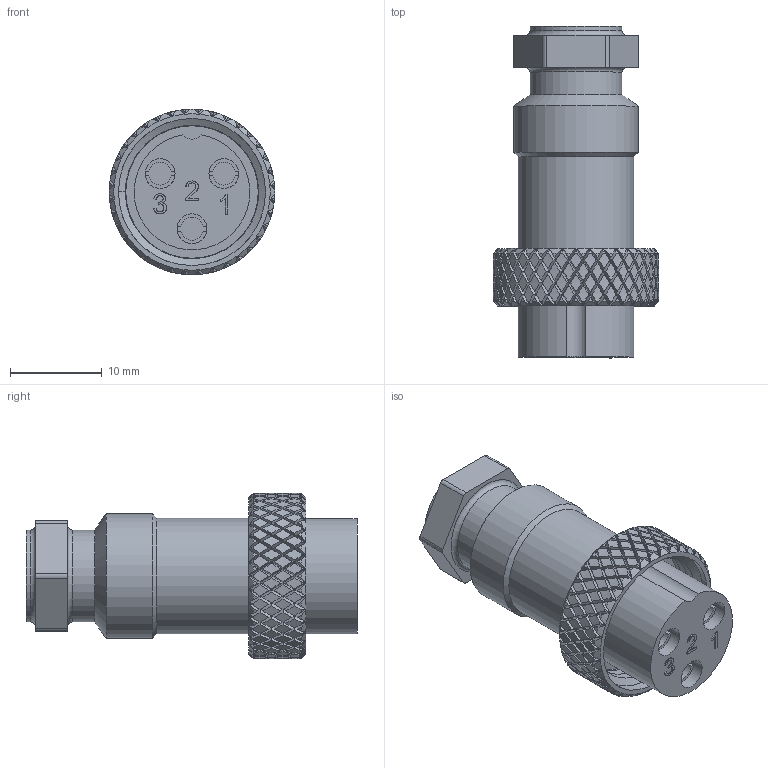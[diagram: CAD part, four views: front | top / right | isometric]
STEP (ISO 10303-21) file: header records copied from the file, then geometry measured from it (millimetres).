
FILE_DESCRIPTION(/* description */ (''),/* implementation_level */ '2;1');
FILE_NAME(/* name */ 'PSG08608.step',/* time_stamp */ '2020-04-14T17:25:13+01:00',/* author */ (''),/* organization */ (''),/* preprocessor_version */ 'ST-DEVELOPER v18.1',/* originating_system */ 'Autodesk Translation Framework v9.2.0.1227',/* authorisation */ '');
FILE_SCHEMA (('AUTOMOTIVE_DESIGN { 1 0 10303 214 3 1 1 }'));
Products named in the file (1): PSG08608
Bounding box: 18 x 36.1 x 18 mm (x, y, z)
Volume: 3080 mm3; surface area: 4688.3 mm2
Topology: 6 solids, 6 shells, 1225 faces, 2536 edges, 1331 vertices
Faces by surface type: bspline 771, cylinder 248, cone 146, plane 58, torus 2
Full cylindrical faces by diameter (mm): 3.25 x6, 6.5 x1, 10 x3, 12.6 x1, 13.5 x2, 14.4 x1, 16 x4
Entity records: 44301 total; most frequent: CARTESIAN_POINT 25190, ORIENTED_EDGE 5072, EDGE_CURVE 2536, B_SPLINE_CURVE_WITH_KNOTS 2051, DIRECTION 1694, VERTEX_POINT 1331, EDGE_LOOP 1243, FACE_OUTER_BOUND 1225
